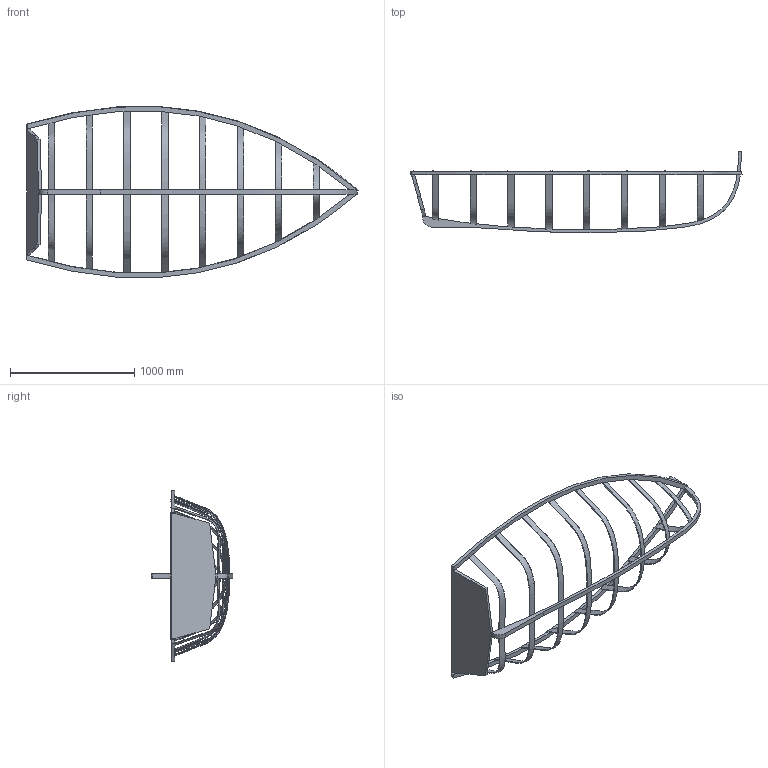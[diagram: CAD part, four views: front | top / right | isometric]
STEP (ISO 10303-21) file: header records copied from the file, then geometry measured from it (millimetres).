
FILE_DESCRIPTION (( 'STEP AP203' ), '1' );
FILE_NAME ('Frame_Full_Assem.STEP', '2018-06-17T19:58:33', ( '' ), ( '' ), 'SwSTEP 2.0', 'SolidWorks 2017', '' );
FILE_SCHEMA (( 'CONFIG_CONTROL_DESIGN' ));
Length unit declared in the file: millimetre
Products named in the file (4): JR_Frame_Vertical_Ribs; JR_Frame_Keel; JR_Frame_Gun-rail; Frame_Full_Assem
Assembly tree (4 placements, depth 2):
  Frame_Full_Assem
    JR_Frame_Keel
    JR_Frame_Vertical_Ribs
    JR_Frame_Gun-rail  x2
Bounding box: 2671.59 x 655.81 x 1375.86 mm (x, y, z)
Volume: 20512595 mm3; surface area: 3205788.4 mm2
Topology: 12 solids, 12 shells, 79 faces, 165 edges, 110 vertices
Faces by surface type: plane 38, bspline 38, cylinder 3
Entity records: 5819 total; most frequent: CARTESIAN_POINT 3999, ORIENTED_EDGE 306, DIRECTION 207, EDGE_CURVE 153, LINE 107, VECTOR 107, VERTEX_POINT 102, FACE_OUTER_BOUND 73
